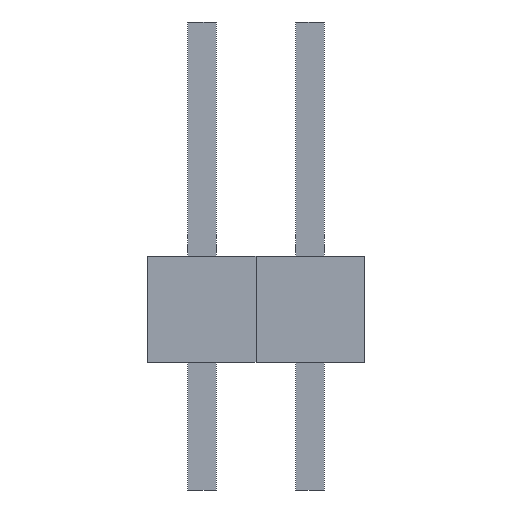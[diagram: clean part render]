
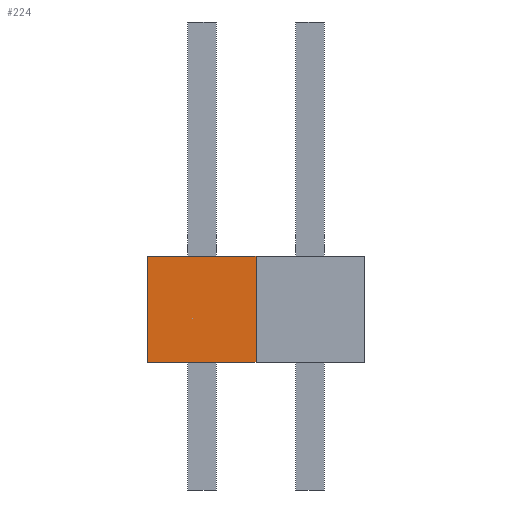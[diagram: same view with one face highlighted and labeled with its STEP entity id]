
A CAD part, front view. The second image highlights one B-rep face of the part: STEP entity #224.
In plain terms, the highlighted planar face has unit normal (0, -1, 0).
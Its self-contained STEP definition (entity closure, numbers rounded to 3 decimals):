
#13=DIRECTION('',(0.,0.,1.));
#14=DIRECTION('',(1.,0.,0.));
#175=EDGE_CURVE('',#176,#178,#180,.T.);
#176=VERTEX_POINT('',#177);
#177=CARTESIAN_POINT('',(-1.27,-1.271,0.));
#178=VERTEX_POINT('',#179);
#179=CARTESIAN_POINT('',(-1.27,-1.271,2.5));
#180=LINE('',#177,#181);
#181=VECTOR('',#13,1.);
#188=DIRECTION('',(0.,1.,0.));
#202=ORIENTED_EDGE('',*,*,#203,.F.);
#203=EDGE_CURVE('',#204,#206,#208,.T.);
#204=VERTEX_POINT('',#205);
#205=CARTESIAN_POINT('',(1.27,-1.271,0.));
#206=VERTEX_POINT('',#207);
#207=CARTESIAN_POINT('',(1.27,-1.271,2.5));
#208=LINE('',#205,#181);
#224=ADVANCED_FACE('',(#225),#235,.F.);
#225=FACE_BOUND('',#226,.F.);
#226=EDGE_LOOP('',(#227,#231,#232,#202));
#227=ORIENTED_EDGE('',*,*,#228,.F.);
#228=EDGE_CURVE('',#176,#204,#229,.T.);
#229=LINE('',#177,#230);
#230=VECTOR('',#14,1.);
#231=ORIENTED_EDGE('',*,*,#175,.T.);
#232=ORIENTED_EDGE('',*,*,#233,.T.);
#233=EDGE_CURVE('',#178,#206,#234,.T.);
#234=LINE('',#179,#230);
#235=PLANE('',#236);
#236=AXIS2_PLACEMENT_3D('',#177,#188,#13);
